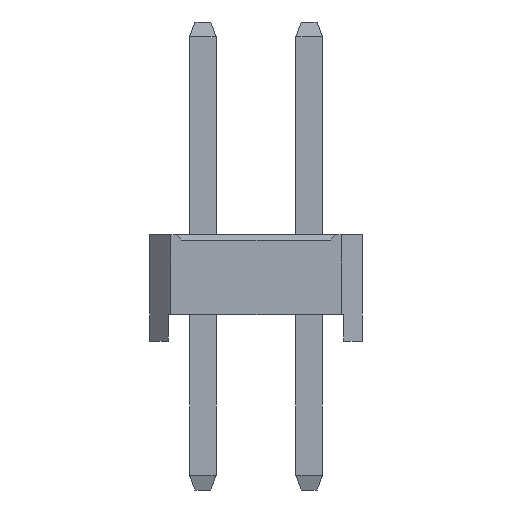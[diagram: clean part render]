
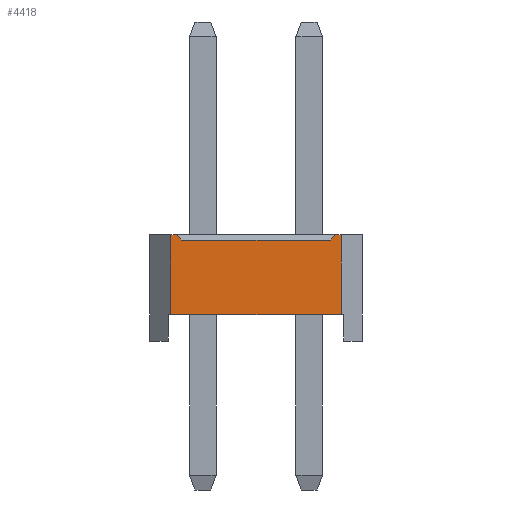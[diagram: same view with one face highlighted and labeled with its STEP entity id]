
A CAD part, left-side view. The second image highlights one B-rep face of the part: STEP entity #4418.
In plain terms, the highlighted planar face has unit normal (-1, 0, 0).
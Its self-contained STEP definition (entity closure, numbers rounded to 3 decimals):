
#4418=ADVANCED_FACE('',(#17760),#17762,.T.);
#17760=FACE_BOUND('',#17761,.T.);
#17761=EDGE_LOOP('',(#28193,#28194,#28195,#28196,#28197,#28198,#28199,#28200));
#17762=PLANE('',#17763);
#17763=AXIS2_PLACEMENT_3D('',#17764,#17765,#17766);
#17764=CARTESIAN_POINT('',(-1.,2.6,0.));
#17765=DIRECTION('',(-1.,0.,0.));
#17766=DIRECTION('',(0.,-1.,0.));
#28193=ORIENTED_EDGE('',*,*,#34634,.F.);
#28194=ORIENTED_EDGE('',*,*,#34635,.T.);
#28195=ORIENTED_EDGE('',*,*,#34636,.F.);
#28196=ORIENTED_EDGE('',*,*,#33196,.F.);
#28197=ORIENTED_EDGE('',*,*,#34637,.F.);
#28198=ORIENTED_EDGE('',*,*,#32668,.T.);
#28199=ORIENTED_EDGE('',*,*,#34633,.T.);
#28200=ORIENTED_EDGE('',*,*,#33200,.F.);
#32668=EDGE_CURVE('',#36376,#36374,#36377,.T.);
#33196=EDGE_CURVE('',#37430,#37432,#37433,.T.);
#33200=EDGE_CURVE('',#37438,#37440,#37441,.T.);
#34633=EDGE_CURVE('',#36374,#37440,#39821,.T.);
#34634=EDGE_CURVE('',#39822,#37438,#39823,.F.);
#34635=EDGE_CURVE('',#39822,#39824,#39825,.T.);
#34636=EDGE_CURVE('',#37432,#39824,#39826,.F.);
#34637=EDGE_CURVE('',#36376,#37430,#39827,.T.);
#36374=VERTEX_POINT('',#42386);
#36376=VERTEX_POINT('',#42390);
#36377=LINE('',#42391,#42392);
#37430=VERTEX_POINT('',#44498);
#37432=VERTEX_POINT('',#44502);
#37433=LINE('',#44503,#44504);
#37438=VERTEX_POINT('',#44514);
#37440=VERTEX_POINT('',#44518);
#37441=LINE('',#44519,#44520);
#39821=LINE('',#49765,#49766);
#39822=VERTEX_POINT('',#49768);
#39823=LINE('',#49769,#49770);
#39824=VERTEX_POINT('',#49772);
#39825=LINE('',#49773,#49774);
#39826=LINE('',#49776,#49777);
#39827=LINE('',#49779,#49780);
#42386=CARTESIAN_POINT('',(-1.,-0.6,0.5));
#42390=CARTESIAN_POINT('',(-1.,2.6,0.5));
#42391=CARTESIAN_POINT('',(-1.,2.6,0.5));
#42392=VECTOR('',#42393,1.);
#42393=DIRECTION('',(0.,-1.,0.));
#44498=CARTESIAN_POINT('',(-1.,2.6,2.));
#44502=CARTESIAN_POINT('',(-1.,2.5,2.));
#44503=CARTESIAN_POINT('',(-1.,2.6,2.));
#44504=VECTOR('',#44505,1.);
#44505=DIRECTION('',(0.,-1.,0.));
#44514=CARTESIAN_POINT('',(-1.,-0.5,2.));
#44518=CARTESIAN_POINT('',(-1.,-0.6,2.));
#44519=CARTESIAN_POINT('',(-1.,-0.5,2.));
#44520=VECTOR('',#44521,1.);
#44521=DIRECTION('',(0.,-1.,0.));
#49765=CARTESIAN_POINT('',(-1.,-0.6,0.5));
#49766=VECTOR('',#49767,1.);
#49767=DIRECTION('',(0.,0.,1.));
#49768=CARTESIAN_POINT('',(-1.,-0.4,1.9));
#49769=CARTESIAN_POINT('',(-1.,-0.5,2.));
#49770=VECTOR('',#49771,1.);
#49771=DIRECTION('',(0.,0.707,-0.707));
#49772=CARTESIAN_POINT('',(-1.,2.4,1.9));
#49773=CARTESIAN_POINT('',(-1.,-0.4,1.9));
#49774=VECTOR('',#49775,1.);
#49775=DIRECTION('',(0.,1.,0.));
#49776=CARTESIAN_POINT('',(-1.,2.4,1.9));
#49777=VECTOR('',#49778,1.);
#49778=DIRECTION('',(0.,0.707,0.707));
#49779=CARTESIAN_POINT('',(-1.,2.6,0.5));
#49780=VECTOR('',#49781,1.);
#49781=DIRECTION('',(0.,0.,1.));
